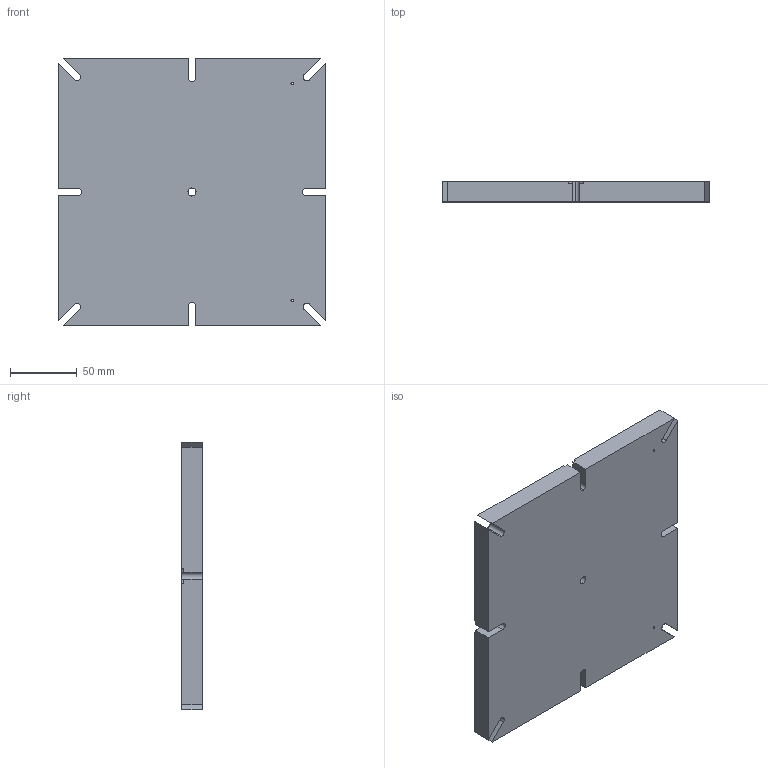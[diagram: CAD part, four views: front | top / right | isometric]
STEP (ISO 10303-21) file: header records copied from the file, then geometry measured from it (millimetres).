
FILE_DESCRIPTION (( 'STEP AP203' ), '1' );
FILE_NAME ('ScreenmouldAV2.STEP', '2020-03-28T10:06:51', ( '' ), ( '' ), 'SwSTEP 2.0', 'SolidWorks 2018', '' );
FILE_SCHEMA (( 'CONFIG_CONTROL_DESIGN' ));
Length unit declared in the file: millimetre
Products named in the file (1): ScreenmouldAV2
Bounding box: 200 x 15 x 200 mm (x, y, z)
Volume: 570697.6 mm3; surface area: 100332.7 mm2
Topology: 1 solids, 1 shells, 339 faces, 941 edges, 603 vertices
Faces by surface type: cylinder 156, plane 136, torus 39, bspline 4, sphere 4
Entity records: 11575 total; most frequent: CARTESIAN_POINT 2544, DIRECTION 1991, ORIENTED_EDGE 1874, EDGE_CURVE 937, AXIS2_PLACEMENT_3D 753, VERTEX_POINT 603, LINE 485, VECTOR 485
